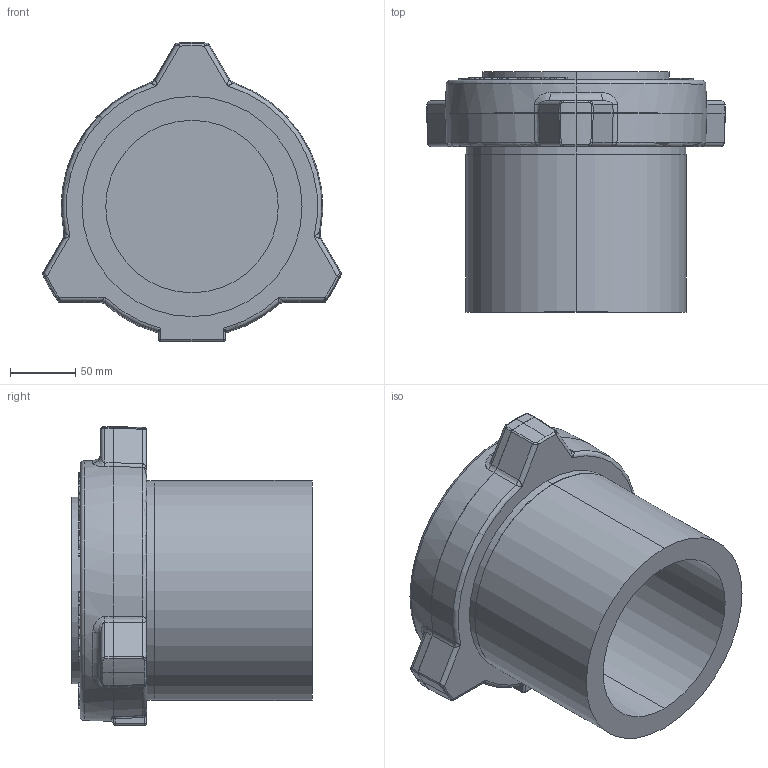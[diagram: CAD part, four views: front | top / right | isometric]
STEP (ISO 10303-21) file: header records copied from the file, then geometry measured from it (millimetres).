
FILE_DESCRIPTION (( 'STEP AP203' ), '1' );
FILE_NAME ('6 INCH 6100 HUC W-6 LG WN (CCML6).STEP', '2017-03-08T20:26:22', ( 'PCTech' ), ( 'Microsoft' ), 'SwSTEP 2.0', 'SolidWorks 2016', '' );
FILE_SCHEMA (( 'CONFIG_CONTROL_DESIGN' ));
Length unit declared in the file: inch
Products named in the file (1): 6 INCH 6100 HUC W-6 LG WN (CCML6)
Bounding box: 228.41 x 183.77 x 228.6 mm (x, y, z)
Volume: 2535556.8 mm3; surface area: 237213.6 mm2
Topology: 1 solids, 1 shells, 666 faces, 1694 edges, 1077 vertices
Faces by surface type: plane 334, bspline 250, cylinder 34, torus 26, cone 18, sphere 4
Entity records: 32703 total; most frequent: CARTESIAN_POINT 18316, ORIENTED_EDGE 3364, DIRECTION 2190, EDGE_CURVE 1682, VERTEX_POINT 1077, LINE 1008, VECTOR 1008, EDGE_LOOP 725
